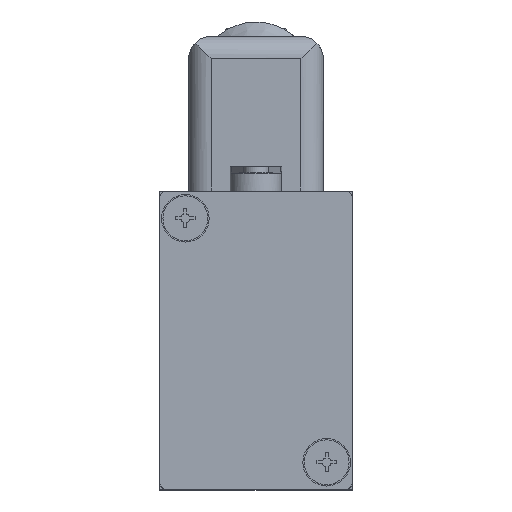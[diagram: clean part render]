
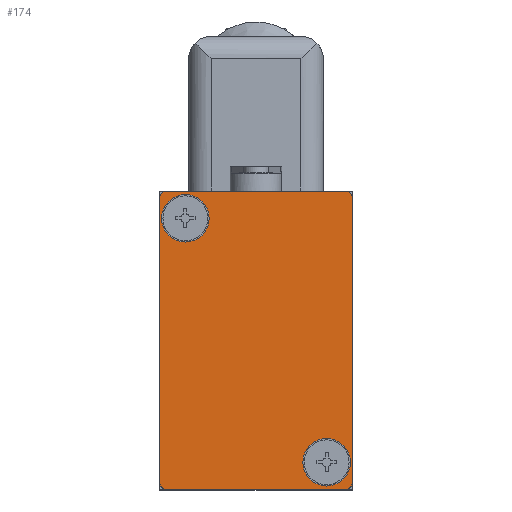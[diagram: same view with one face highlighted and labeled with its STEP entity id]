
A CAD part, top view. The second image highlights one B-rep face of the part: STEP entity #174.
In plain terms, the highlighted planar face has unit normal (0, 0, 1).
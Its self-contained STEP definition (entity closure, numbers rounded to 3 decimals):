
#174 = ADVANCED_FACE( '', ( #511, #512, #513 ), #514, .T. );
#511 = FACE_BOUND( '', #973, .T. );
#512 = FACE_BOUND( '', #974, .T. );
#513 = FACE_OUTER_BOUND( '', #975, .T. );
#514 = PLANE( '', #976 );
#973 = EDGE_LOOP( '', ( #1999 ) );
#974 = EDGE_LOOP( '', ( #2000 ) );
#975 = EDGE_LOOP( '', ( #2001, #2002, #2003, #2004, #2005, #2006, #2007, #2008 ) );
#976 = AXIS2_PLACEMENT_3D( '', #2009, #2010, #2011 );
#1999 = ORIENTED_EDGE( '', *, *, #3150, .F. );
#2000 = ORIENTED_EDGE( '', *, *, #3154, .F. );
#2001 = ORIENTED_EDGE( '', *, *, #3155, .T. );
#2002 = ORIENTED_EDGE( '', *, *, #3156, .T. );
#2003 = ORIENTED_EDGE( '', *, *, #3157, .T. );
#2004 = ORIENTED_EDGE( '', *, *, #3158, .T. );
#2005 = ORIENTED_EDGE( '', *, *, #3159, .T. );
#2006 = ORIENTED_EDGE( '', *, *, #3160, .T. );
#2007 = ORIENTED_EDGE( '', *, *, #3161, .T. );
#2008 = ORIENTED_EDGE( '', *, *, #3162, .T. );
#2009 = CARTESIAN_POINT( '', ( -14., 22.2, 0. ) );
#2010 = DIRECTION( '', ( 0., 0., 1. ) );
#2011 = DIRECTION( '', ( 1., 0., 0. ) );
#3150 = EDGE_CURVE( '', #3886, #3886, #3887, .T. );
#3154 = EDGE_CURVE( '', #3894, #3894, #3895, .T. );
#3155 = EDGE_CURVE( '', #3896, #3897, #3898, .T. );
#3156 = EDGE_CURVE( '', #3897, #3899, #3900, .T. );
#3157 = EDGE_CURVE( '', #3899, #3901, #3902, .T. );
#3158 = EDGE_CURVE( '', #3901, #3903, #3904, .T. );
#3159 = EDGE_CURVE( '', #3903, #3905, #3906, .T. );
#3160 = EDGE_CURVE( '', #3905, #3907, #3908, .T. );
#3161 = EDGE_CURVE( '', #3907, #3909, #3910, .T. );
#3162 = EDGE_CURVE( '', #3909, #3896, #3911, .T. );
#3886 = VERTEX_POINT( '', #5081 );
#3887 = CIRCLE( '', #5082, 3.7 );
#3894 = VERTEX_POINT( '', #5089 );
#3895 = CIRCLE( '', #5090, 3.7 );
#3896 = VERTEX_POINT( '', #5091 );
#3897 = VERTEX_POINT( '', #5092 );
#3898 = CIRCLE( '', #5093, 1. );
#3899 = VERTEX_POINT( '', #5094 );
#3900 = LINE( '', #5095, #5096 );
#3901 = VERTEX_POINT( '', #5097 );
#3902 = CIRCLE( '', #5098, 1. );
#3903 = VERTEX_POINT( '', #5099 );
#3904 = LINE( '', #5100, #5101 );
#3905 = VERTEX_POINT( '', #5102 );
#3906 = CIRCLE( '', #5103, 1. );
#3907 = VERTEX_POINT( '', #5104 );
#3908 = LINE( '', #5105, #5106 );
#3909 = VERTEX_POINT( '', #5107 );
#3910 = CIRCLE( '', #5108, 1. );
#3911 = LINE( '', #5109, #5110 );
#5081 = CARTESIAN_POINT( '', ( 14.7, -19., 0. ) );
#5082 = AXIS2_PLACEMENT_3D( '', #6102, #6103, #6104 );
#5089 = CARTESIAN_POINT( '', ( -7.3, 19., 0. ) );
#5090 = AXIS2_PLACEMENT_3D( '', #6114, #6115, #6116 );
#5091 = CARTESIAN_POINT( '', ( -14., 23.2, 0. ) );
#5092 = CARTESIAN_POINT( '', ( -15., 22.2, 0. ) );
#5093 = AXIS2_PLACEMENT_3D( '', #6117, #6118, #6119 );
#5094 = CARTESIAN_POINT( '', ( -15., -22.2, 0. ) );
#5095 = CARTESIAN_POINT( '', ( -15., 22.2, 0. ) );
#5096 = VECTOR( '', #6120, 1000. );
#5097 = CARTESIAN_POINT( '', ( -14., -23.2, 0. ) );
#5098 = AXIS2_PLACEMENT_3D( '', #6121, #6122, #6123 );
#5099 = CARTESIAN_POINT( '', ( 14., -23.2, 0. ) );
#5100 = CARTESIAN_POINT( '', ( -14., -23.2, 0. ) );
#5101 = VECTOR( '', #6124, 1000. );
#5102 = CARTESIAN_POINT( '', ( 15., -22.2, 0. ) );
#5103 = AXIS2_PLACEMENT_3D( '', #6125, #6126, #6127 );
#5104 = CARTESIAN_POINT( '', ( 15., 22.2, 0. ) );
#5105 = CARTESIAN_POINT( '', ( 15., -22.2, 0. ) );
#5106 = VECTOR( '', #6128, 1000. );
#5107 = CARTESIAN_POINT( '', ( 14., 23.2, 0. ) );
#5108 = AXIS2_PLACEMENT_3D( '', #6129, #6130, #6131 );
#5109 = CARTESIAN_POINT( '', ( 14., 23.2, 0. ) );
#5110 = VECTOR( '', #6132, 1000. );
#6102 = CARTESIAN_POINT( '', ( 11., -19., 0. ) );
#6103 = DIRECTION( '', ( 0., 0., 1. ) );
#6104 = DIRECTION( '', ( 1., 0., 0. ) );
#6114 = CARTESIAN_POINT( '', ( -11., 19., 0. ) );
#6115 = DIRECTION( '', ( 0., 0., 1. ) );
#6116 = DIRECTION( '', ( 1., 0., 0. ) );
#6117 = CARTESIAN_POINT( '', ( -14., 22.2, 0. ) );
#6118 = DIRECTION( '', ( 0., 0., 1. ) );
#6119 = DIRECTION( '', ( 1., 0., 0. ) );
#6120 = DIRECTION( '', ( 0., -1., 0. ) );
#6121 = CARTESIAN_POINT( '', ( -14., -22.2, 0. ) );
#6122 = DIRECTION( '', ( 0., 0., 1. ) );
#6123 = DIRECTION( '', ( 1., 0., 0. ) );
#6124 = DIRECTION( '', ( 1., 0., 0. ) );
#6125 = CARTESIAN_POINT( '', ( 14., -22.2, 0. ) );
#6126 = DIRECTION( '', ( 0., 0., 1. ) );
#6127 = DIRECTION( '', ( 1., 0., 0. ) );
#6128 = DIRECTION( '', ( 0., 1., 0. ) );
#6129 = CARTESIAN_POINT( '', ( 14., 22.2, 0. ) );
#6130 = DIRECTION( '', ( 0., 0., 1. ) );
#6131 = DIRECTION( '', ( 1., 0., 0. ) );
#6132 = DIRECTION( '', ( -1., 0., 0. ) );
